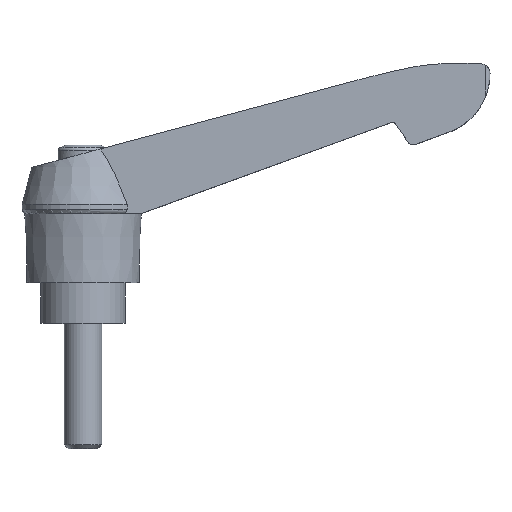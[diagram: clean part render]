
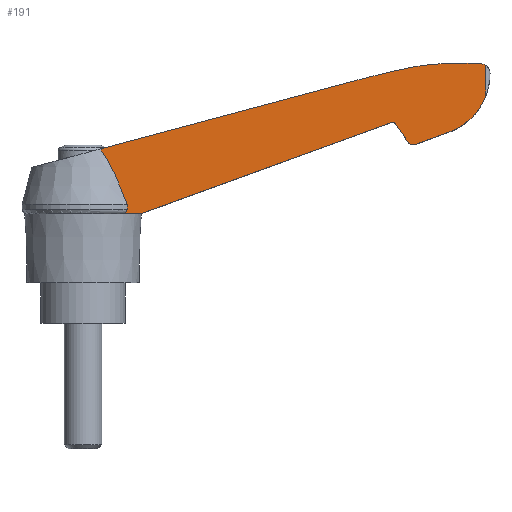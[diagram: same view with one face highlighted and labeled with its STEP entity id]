
A CAD part, top view. The second image highlights one B-rep face of the part: STEP entity #191.
In plain terms, the highlighted planar face has unit normal (0.034, 0, 0.999).
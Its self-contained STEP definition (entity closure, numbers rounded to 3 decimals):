
#191 = ADVANCED_FACE( '', ( #423 ), #424, .F. );
#423 = FACE_OUTER_BOUND( '', #689, .T. );
#424 = PLANE( '', #690 );
#689 = EDGE_LOOP( '', ( #1188, #1189, #1190, #1191, #1192, #1193, #1194, #1195, #1196, #1197, #1198, #1199, #1200, #1201, #1202, #1203 ) );
#690 = AXIS2_PLACEMENT_3D( '', #1204, #1205, #1206 );
#1188 = ORIENTED_EDGE( '', *, *, #1778, .F. );
#1189 = ORIENTED_EDGE( '', *, *, #1638, .T. );
#1190 = ORIENTED_EDGE( '', *, *, #1705, .F. );
#1191 = ORIENTED_EDGE( '', *, *, #1671, .F. );
#1192 = ORIENTED_EDGE( '', *, *, #1770, .T. );
#1193 = ORIENTED_EDGE( '', *, *, #1779, .F. );
#1194 = ORIENTED_EDGE( '', *, *, #1636, .F. );
#1195 = ORIENTED_EDGE( '', *, *, #1780, .F. );
#1196 = ORIENTED_EDGE( '', *, *, #1683, .F. );
#1197 = ORIENTED_EDGE( '', *, *, #1781, .F. );
#1198 = ORIENTED_EDGE( '', *, *, #1687, .F. );
#1199 = ORIENTED_EDGE( '', *, *, #1656, .F. );
#1200 = ORIENTED_EDGE( '', *, *, #1776, .F. );
#1201 = ORIENTED_EDGE( '', *, *, #1774, .F. );
#1202 = ORIENTED_EDGE( '', *, *, #1782, .F. );
#1203 = ORIENTED_EDGE( '', *, *, #1783, .F. );
#1204 = CARTESIAN_POINT( '', ( 0., 46.5, 6.943 ) );
#1205 = DIRECTION( '', ( -0.034, 0., -0.999 ) );
#1206 = DIRECTION( '', ( -0.999, 0., 0.034 ) );
#1636 = EDGE_CURVE( '', #1976, #1971, #1978, .T. );
#1638 = EDGE_CURVE( '', #1980, #1917, #1981, .T. );
#1656 = EDGE_CURVE( '', #2009, #2004, #2011, .T. );
#1671 = EDGE_CURVE( '', #2036, #2029, #2038, .T. );
#1683 = EDGE_CURVE( '', #2058, #2040, #2060, .T. );
#1687 = EDGE_CURVE( '', #2004, #2065, #2066, .T. );
#1705 = EDGE_CURVE( '', #2029, #1917, #2095, .T. );
#1770 = EDGE_CURVE( '', #2036, #2186, #2188, .T. );
#1774 = EDGE_CURVE( '', #2192, #2190, #2194, .T. );
#1776 = EDGE_CURVE( '', #2190, #2009, #2196, .T. );
#1778 = EDGE_CURVE( '', #1980, #2198, #2199, .T. );
#1779 = EDGE_CURVE( '', #1971, #2186, #2200, .T. );
#1780 = EDGE_CURVE( '', #2040, #1976, #2201, .T. );
#1781 = EDGE_CURVE( '', #2065, #2058, #2202, .T. );
#1782 = EDGE_CURVE( '', #2203, #2192, #2204, .T. );
#1783 = EDGE_CURVE( '', #2198, #2203, #2205, .T. );
#1917 = VERTEX_POINT( '', #2371 );
#1971 = VERTEX_POINT( '', #2441 );
#1976 = VERTEX_POINT( '', #2447 );
#1978 = ELLIPSE( '', #2450, 1.001, 1. );
#1980 = VERTEX_POINT( '', #2452 );
#1981 = B_SPLINE_CURVE_WITH_KNOTS( '', 3, ( #2453, #2454, #2455, #2456, #2457, #2458 ), .UNSPECIFIED., .F., .F., ( 4, 2, 4 ), ( 0., 0.001, 0.001 ), .UNSPECIFIED. );
#2004 = VERTEX_POINT( '', #2492 );
#2009 = VERTEX_POINT( '', #2498 );
#2011 = ELLIPSE( '', #2501, 35.02, 35. );
#2029 = VERTEX_POINT( '', #2523 );
#2036 = VERTEX_POINT( '', #2542 );
#2038 = LINE( '', #2545, #2546 );
#2040 = VERTEX_POINT( '', #2548 );
#2058 = VERTEX_POINT( '', #2611 );
#2060 = ELLIPSE( '', #2636, 10.006, 10. );
#2065 = VERTEX_POINT( '', #2650 );
#2066 = ELLIPSE( '', #2651, 1.601, 1.6 );
#2095 = LINE( '', #2697, #2698 );
#2186 = VERTEX_POINT( '', #2847 );
#2188 = ELLIPSE( '', #2850, 0.7, 0.7 );
#2190 = VERTEX_POINT( '', #2852 );
#2192 = VERTEX_POINT( '', #2855 );
#2194 = ELLIPSE( '', #2858, 141.08, 141. );
#2196 = ELLIPSE( '', #2860, 35.02, 35. );
#2198 = VERTEX_POINT( '', #2862 );
#2199 = LINE( '', #2863, #2864 );
#2200 = LINE( '', #2865, #2866 );
#2201 = LINE( '', #2867, #2868 );
#2202 = LINE( '', #2869, #2870 );
#2203 = VERTEX_POINT( '', #2871 );
#2204 = LINE( '', #2872, #2873 );
#2205 = B_SPLINE_CURVE_WITH_KNOTS( '', 3, ( #2874, #2875, #2876, #2877, #2878, #2879, #2880, #2881, #2882, #2883, #2884, #2885 ), .UNSPECIFIED., .F., .F., ( 4, 2, 2, 2, 2, 4 ), ( 0., 0.002, 0.005, 0.007, 0.009, 0.01 ), .UNSPECIFIED. );
#2371 = CARTESIAN_POINT( '', ( 6.456, 17.5, 6.725 ) );
#2441 = CARTESIAN_POINT( '', ( 51.927, 28.962, 5.191 ) );
#2447 = CARTESIAN_POINT( '', ( 53.088, 28.596, 5.152 ) );
#2450 = AXIS2_PLACEMENT_3D( '', #3113, #3114, #3115 );
#2452 = CARTESIAN_POINT( '', ( 7.079, 18.24, 6.704 ) );
#2453 = CARTESIAN_POINT( '', ( 7.079, 18.24, 6.704 ) );
#2454 = CARTESIAN_POINT( '', ( 7.06, 18.071, 6.705 ) );
#2455 = CARTESIAN_POINT( '', ( 6.979, 17.916, 6.707 ) );
#2456 = CARTESIAN_POINT( '', ( 6.752, 17.666, 6.715 ) );
#2457 = CARTESIAN_POINT( '', ( 6.61, 17.571, 6.72 ) );
#2458 = CARTESIAN_POINT( '', ( 6.456, 17.5, 6.725 ) );
#2492 = CARTESIAN_POINT( '', ( 63.6, 41.487, 4.797 ) );
#2498 = CARTESIAN_POINT( '', ( 59.7, 41.5, 4.929 ) );
#2501 = AXIS2_PLACEMENT_3D( '', #3137, #3138, #3139 );
#2523 = CARTESIAN_POINT( '', ( 9.2, 17.5, 6.633 ) );
#2542 = CARTESIAN_POINT( '', ( 49.14, 32.037, 5.285 ) );
#2545 = CARTESIAN_POINT( '', ( 9.107, 17.466, 6.636 ) );
#2546 = VECTOR( '', #3160, 1000. );
#2548 = CARTESIAN_POINT( '', ( 57.9, 30.347, 4.99 ) );
#2611 = CARTESIAN_POINT( '', ( 64.324, 36.302, 4.773 ) );
#2636 = AXIS2_PLACEMENT_3D( '', #3171, #3172, #3173 );
#2650 = CARTESIAN_POINT( '', ( 64.324, 41.207, 4.773 ) );
#2651 = AXIS2_PLACEMENT_3D( '', #3177, #3178, #3179 );
#2697 = CARTESIAN_POINT( '', ( -0.095, 17.5, 6.946 ) );
#2698 = VECTOR( '', #3203, 1000. );
#2847 = CARTESIAN_POINT( '', ( 49.953, 31.781, 5.258 ) );
#2850 = AXIS2_PLACEMENT_3D( '', #3275, #3276, #3277 );
#2852 = CARTESIAN_POINT( '', ( 53., 41., 5.155 ) );
#2855 = CARTESIAN_POINT( '', ( 43.4, 38.746, 5.479 ) );
#2858 = AXIS2_PLACEMENT_3D( '', #3280, #3281, #3282 );
#2860 = AXIS2_PLACEMENT_3D( '', #3283, #3284, #3285 );
#2862 = CARTESIAN_POINT( '', ( 7.079, 19., 6.704 ) );
#2863 = CARTESIAN_POINT( '', ( 7.079, 55.578, 6.704 ) );
#2864 = VECTOR( '', #3286, 1000. );
#2865 = CARTESIAN_POINT( '', ( 49.903, 31.852, 5.259 ) );
#2866 = VECTOR( '', #3287, 1000. );
#2867 = CARTESIAN_POINT( '', ( 52.951, 28.546, 5.156 ) );
#2868 = VECTOR( '', #3288, 1000. );
#2869 = CARTESIAN_POINT( '', ( 64.324, 46.5, 4.773 ) );
#2870 = VECTOR( '', #3289, 1000. );
#2871 = CARTESIAN_POINT( '', ( 2.77, 27.859, 6.849 ) );
#2872 = CARTESIAN_POINT( '', ( 43.266, 38.71, 5.483 ) );
#2873 = VECTOR( '', #3290, 1000. );
#2874 = CARTESIAN_POINT( '', ( 7.079, 19., 6.704 ) );
#2875 = CARTESIAN_POINT( '', ( 6.787, 19.77, 6.714 ) );
#2876 = CARTESIAN_POINT( '', ( 6.487, 20.537, 6.724 ) );
#2877 = CARTESIAN_POINT( '', ( 5.863, 22.061, 6.745 ) );
#2878 = CARTESIAN_POINT( '', ( 5.539, 22.819, 6.756 ) );
#2879 = CARTESIAN_POINT( '', ( 4.854, 24.317, 6.779 ) );
#2880 = CARTESIAN_POINT( '', ( 4.492, 25.057, 6.791 ) );
#2881 = CARTESIAN_POINT( '', ( 3.899, 26.141, 6.811 ) );
#2882 = CARTESIAN_POINT( '', ( 3.693, 26.497, 6.818 ) );
#2883 = CARTESIAN_POINT( '', ( 3.254, 27.194, 6.833 ) );
#2884 = CARTESIAN_POINT( '', ( 3.022, 27.535, 6.841 ) );
#2885 = CARTESIAN_POINT( '', ( 2.77, 27.859, 6.849 ) );
#3113 = CARTESIAN_POINT( '', ( 52.746, 29.535, 5.163 ) );
#3114 = DIRECTION( '', ( -0.034, 0., -0.999 ) );
#3115 = DIRECTION( '', ( 0.999, 0., -0.034 ) );
#3137 = CARTESIAN_POINT( '', ( 61.538, 6.548, 4.867 ) );
#3138 = DIRECTION( '', ( -0.034, 0., -0.999 ) );
#3139 = DIRECTION( '', ( 0.999, 0., -0.034 ) );
#3160 = DIRECTION( '', ( -0.939, -0.342, 0.032 ) );
#3171 = CARTESIAN_POINT( '', ( 55., 39.917, 5.087 ) );
#3172 = DIRECTION( '', ( -0.034, 0., -0.999 ) );
#3173 = DIRECTION( '', ( 0.999, 0., -0.034 ) );
#3177 = CARTESIAN_POINT( '', ( 63.4, 39.9, 4.804 ) );
#3178 = DIRECTION( '', ( -0.034, 0., -0.999 ) );
#3179 = DIRECTION( '', ( 0.999, 0., -0.034 ) );
#3203 = DIRECTION( '', ( -0.999, 0., 0.034 ) );
#3275 = CARTESIAN_POINT( '', ( 49.38, 31.379, 5.277 ) );
#3276 = DIRECTION( '', ( -0.034, 0., -0.999 ) );
#3277 = DIRECTION( '', ( 0.999, 0., -0.034 ) );
#3280 = CARTESIAN_POINT( '', ( 80.407, -97.311, 4.23 ) );
#3281 = DIRECTION( '', ( -0.034, 0., -0.999 ) );
#3282 = DIRECTION( '', ( 0.999, 0., -0.034 ) );
#3283 = CARTESIAN_POINT( '', ( 58.943, 6.508, 4.954 ) );
#3284 = DIRECTION( '', ( -0.034, 0., -0.999 ) );
#3285 = DIRECTION( '', ( 0.999, 0., -0.034 ) );
#3286 = DIRECTION( '', ( 0., 1., 0. ) );
#3287 = DIRECTION( '', ( -0.573, 0.819, 0.019 ) );
#3288 = DIRECTION( '', ( -0.939, -0.342, 0.032 ) );
#3289 = DIRECTION( '', ( 0., -1., 0. ) );
#3290 = DIRECTION( '', ( 0.965, 0.259, -0.033 ) );
